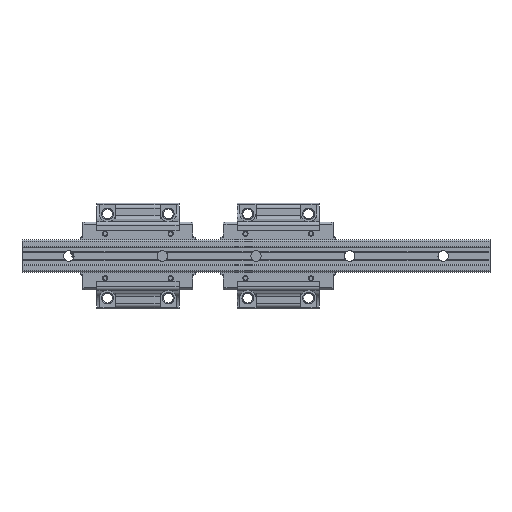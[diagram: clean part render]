
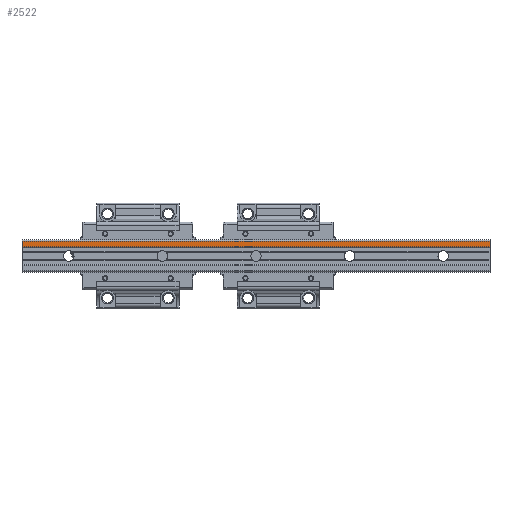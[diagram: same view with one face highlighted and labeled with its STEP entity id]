
A CAD part, front view. The second image highlights one B-rep face of the part: STEP entity #2522.
In plain terms, the highlighted planar face has unit normal (0, -1, 0).
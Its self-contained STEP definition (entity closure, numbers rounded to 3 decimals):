
#633 = PLANE ( 'NONE',  #14523 ) ;
#712 = CARTESIAN_POINT ( 'NONE',  ( 360., 0., 12.5 ) ) ;
#820 = EDGE_CURVE ( 'NONE', #6755, #2356, #12463, .T. ) ;
#1180 = DIRECTION ( 'NONE',  ( -1., 0., 0. ) ) ;
#1189 = EDGE_LOOP ( 'NONE', ( #7236, #11493, #5645, #8333 ) ) ;
#2317 = CARTESIAN_POINT ( 'NONE',  ( -40., 0., 12.5 ) ) ;
#2345 = VECTOR ( 'NONE', #3223, 1000. ) ;
#2356 = VERTEX_POINT ( 'NONE', #2802 ) ;
#2522 = ADVANCED_FACE ( 'NONE', ( #14134 ), #633, .F. ) ;
#2802 = CARTESIAN_POINT ( 'NONE',  ( 360., 0., 7.75 ) ) ;
#3223 = DIRECTION ( 'NONE',  ( 0., 0., -1. ) ) ;
#3816 = EDGE_CURVE ( 'NONE', #2356, #14828, #13767, .T. ) ;
#5392 = VERTEX_POINT ( 'NONE', #2317 ) ;
#5558 = EDGE_CURVE ( 'NONE', #6755, #5392, #14678, .T. ) ;
#5645 = ORIENTED_EDGE ( 'NONE', *, *, #820, .F. ) ;
#5833 = VECTOR ( 'NONE', #1180, 1000. ) ;
#6700 = DIRECTION ( 'NONE',  ( 0., 1., 0. ) ) ;
#6755 = VERTEX_POINT ( 'NONE', #9330 ) ;
#7044 = EDGE_CURVE ( 'NONE', #5392, #14828, #15452, .T. ) ;
#7236 = ORIENTED_EDGE ( 'NONE', *, *, #7044, .T. ) ;
#7596 = DIRECTION ( 'NONE',  ( -1., 0., 0. ) ) ;
#8071 = VECTOR ( 'NONE', #11176, 1000. ) ;
#8268 = CARTESIAN_POINT ( 'NONE',  ( 360., 0., 12.5 ) ) ;
#8333 = ORIENTED_EDGE ( 'NONE', *, *, #5558, .T. ) ;
#8664 = VECTOR ( 'NONE', #7596, 1000. ) ;
#8807 = CARTESIAN_POINT ( 'NONE',  ( 360., 0., 7.75 ) ) ;
#9330 = CARTESIAN_POINT ( 'NONE',  ( 360., 0., 12.5 ) ) ;
#9952 = CARTESIAN_POINT ( 'NONE',  ( -40., 0., 7.75 ) ) ;
#11176 = DIRECTION ( 'NONE',  ( 0., 0., -1. ) ) ;
#11493 = ORIENTED_EDGE ( 'NONE', *, *, #3816, .F. ) ;
#12463 = LINE ( 'NONE', #13823, #8071 ) ;
#12861 = DIRECTION ( 'NONE',  ( 0., 0., 1. ) ) ;
#13767 = LINE ( 'NONE', #8807, #8664 ) ;
#13823 = CARTESIAN_POINT ( 'NONE',  ( 360., 0., 12.5 ) ) ;
#14134 = FACE_OUTER_BOUND ( 'NONE', #1189, .T. ) ;
#14171 = CARTESIAN_POINT ( 'NONE',  ( -40., 0., 12.5 ) ) ;
#14523 = AXIS2_PLACEMENT_3D ( 'NONE', #712, #6700, #12861 ) ;
#14678 = LINE ( 'NONE', #8268, #5833 ) ;
#14828 = VERTEX_POINT ( 'NONE', #9952 ) ;
#15452 = LINE ( 'NONE', #14171, #2345 ) ;
